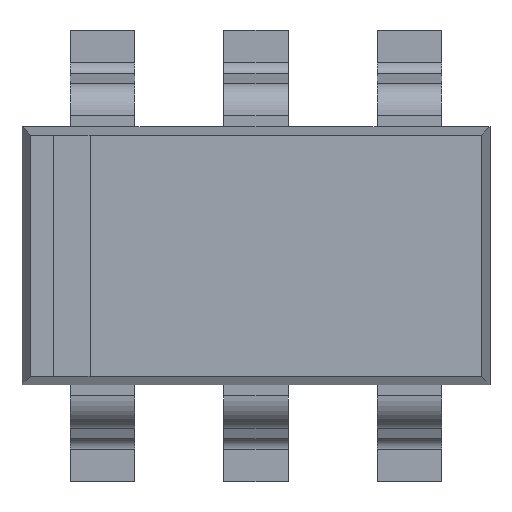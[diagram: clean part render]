
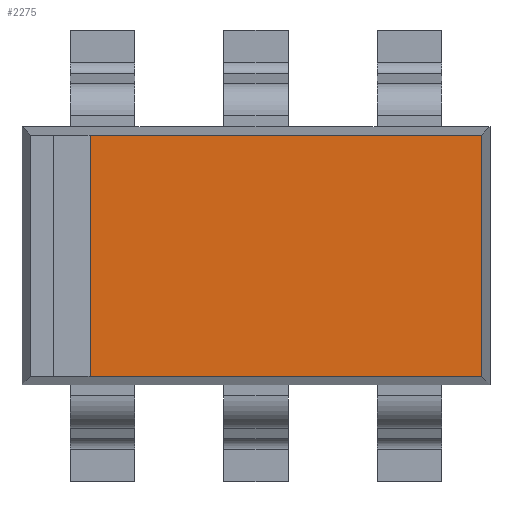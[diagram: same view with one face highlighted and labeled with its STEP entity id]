
A CAD part, top view. The second image highlights one B-rep face of the part: STEP entity #2275.
In plain terms, the highlighted planar face has unit normal (0, 0, 1).
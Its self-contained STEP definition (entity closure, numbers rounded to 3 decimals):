
#93=ORIENTED_EDGE('',*,*,#589,.T.);
#94=ORIENTED_EDGE('',*,*,#590,.T.);
#95=ORIENTED_EDGE('',*,*,#591,.T.);
#96=ORIENTED_EDGE('',*,*,#592,.T.);
#589=EDGE_CURVE('',#837,#838,#997,.F.);
#590=EDGE_CURVE('',#838,#839,#998,.T.);
#591=EDGE_CURVE('',#839,#840,#999,.F.);
#592=EDGE_CURVE('',#840,#837,#1000,.F.);
#837=VERTEX_POINT('',#2989);
#838=VERTEX_POINT('',#2990);
#839=VERTEX_POINT('',#2992);
#840=VERTEX_POINT('',#2994);
#997=LINE('',#2988,#1197);
#998=LINE('',#2991,#1198);
#999=LINE('',#2993,#1199);
#1000=LINE('',#2995,#1200);
#1197=VECTOR('',#2512,1000.);
#1198=VECTOR('',#2513,1000.);
#1199=VECTOR('',#2514,1000.);
#1200=VECTOR('',#2515,1000.);
#1397=EDGE_LOOP('',(#93,#94,#95,#96));
#1487=FACE_BOUND('',#1397,.T.);
#1577=PLANE('',#2370);
#2275=ADVANCED_FACE('',(#1487),#1577,.T.);
#2370=AXIS2_PLACEMENT_3D('',#2987,#2510,#2511);
#2510=DIRECTION('',(0.,0.,1.));
#2511=DIRECTION('',(1.,0.,0.));
#2512=DIRECTION('',(1.,0.,0.));
#2513=DIRECTION('',(0.,-1.,0.));
#2514=DIRECTION('',(-1.,0.,0.));
#2515=DIRECTION('',(0.,-1.,0.));
#2987=CARTESIAN_POINT('',(0.,0.,0.3));
#2988=CARTESIAN_POINT('',(0.,0.747,0.3));
#2989=CARTESIAN_POINT('',(1.397,0.747,0.3));
#2990=CARTESIAN_POINT('',(-1.029,0.747,0.3));
#2991=CARTESIAN_POINT('',(-1.029,0.747,0.3));
#2992=CARTESIAN_POINT('',(-1.029,-0.747,0.3));
#2993=CARTESIAN_POINT('',(0.,-0.747,0.3));
#2994=CARTESIAN_POINT('',(1.397,-0.747,0.3));
#2995=CARTESIAN_POINT('',(1.397,0.,0.3));
